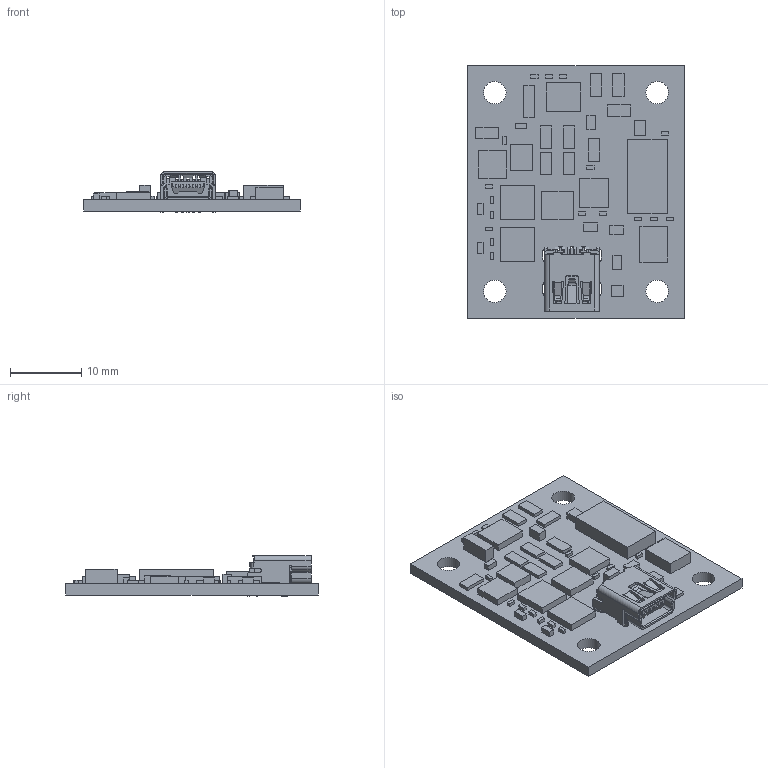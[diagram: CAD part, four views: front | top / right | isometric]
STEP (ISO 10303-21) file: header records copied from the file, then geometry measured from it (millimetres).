
FILE_DESCRIPTION(('Open CASCADE Model'),'2;1');
FILE_NAME('Open CASCADE Shape Model','2010-10-27T12:46:57',('Author'),( 'Open CASCADE'),'Open CASCADE STEP processor 6.2','Open CASCADE 6.2' ,'Unknown');
FILE_SCHEMA(('AUTOMOTIVE_DESIGN { 1 0 10303 214 1 1 1 1 }'));
Length unit declared in the file: millimetre
Products named in the file (93): PCB; Board; C24; 603645840; Extruded; C23; 489473088; C20; 603631248; R8; U11; 489466176; U4; 603643408; C6; 489473344; U9; 603634320; R6; 489472704; C12; R9; 489472832; C22; 603641872; C15; C1; C4; 603622032; C2; C9; C3; 489472960; C10; C17; C19; C21; 603622288; C16; C13 ...
Assembly tree (116 placements, depth 4):
  PCB
    Board
    C24
      603645840
        Extruded
    C23
      489473088
        Extruded
    C20
      603631248
        Extruded
    R8
      603645840
        Extruded
    U11
      489466176
        Extruded
    U4
      603643408
        Extruded
    C6
      489473344
        Extruded
    U9
      603634320
        Extruded
    R6
      489472704
        Extruded
    C12
      489472704
        Extruded
    R9
      489472832
        Extruded
    C22
      603641872
        Extruded
    C15
      603631248
        Extruded
    C1
      603631248
        Extruded
    C4
      603622032
        Extruded
    C2
      489472704
        Extruded
    C9
      489472704
        Extruded
    C3
      489472960
        Extruded
    C10
      603631248
        Extruded
    C17
Bounding box: 30.48 x 35.56 x 5.75 mm (x, y, z)
Volume: 2143.7 mm3; surface area: 3973.2 mm2
Topology: 47 solids, 47 shells, 729 faces, 1880 edges, 1248 vertices
Faces by surface type: plane 622, cylinder 81, bspline 18, cone 8
Full cylindrical faces by diameter (mm): 0.381 x4, 0.8 x5, 3.175 x4
Entity records: 44200 total; most frequent: CARTESIAN_POINT 11002, DIRECTION 5812, LINE 3996, VECTOR 3996, ORIENTED_EDGE 3148, PCURVE 3148, DEFINITIONAL_REPRESENTATION 3148, EDGE_CURVE 1574
